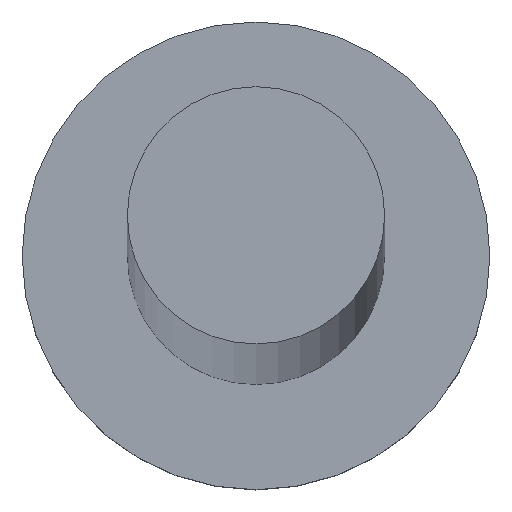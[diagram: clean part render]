
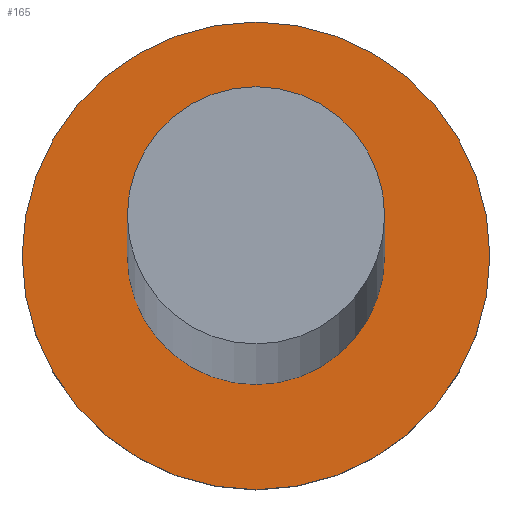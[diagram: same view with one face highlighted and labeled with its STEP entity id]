
A CAD part, top view. The second image highlights one B-rep face of the part: STEP entity #165.
In plain terms, the highlighted planar face has unit normal (0, 0, 1).
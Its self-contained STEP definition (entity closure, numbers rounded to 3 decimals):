
#5 = DIRECTION ( 'NONE',  ( 0., 0., 1. ) ) ;
#10 = VERTEX_POINT ( 'NONE', #232 ) ;
#18 = DIRECTION ( 'NONE',  ( 1., 0., 0. ) ) ;
#23 = EDGE_CURVE ( 'NONE', #97, #10, #245, .T. ) ;
#25 = DIRECTION ( 'NONE',  ( 1., 0., 0. ) ) ;
#26 = DIRECTION ( 'NONE',  ( 1., 0., 0. ) ) ;
#27 = ORIENTED_EDGE ( 'NONE', *, *, #156, .T. ) ;
#29 = AXIS2_PLACEMENT_3D ( 'NONE', #250, #187, #18 ) ;
#41 = VERTEX_POINT ( 'NONE', #93 ) ;
#45 = DIRECTION ( 'NONE',  ( 1., 0., 0. ) ) ;
#51 = CARTESIAN_POINT ( 'NONE',  ( 0., 0., 3. ) ) ;
#58 = FACE_OUTER_BOUND ( 'NONE', #157, .T. ) ;
#62 = EDGE_LOOP ( 'NONE', ( #217, #219 ) ) ;
#76 = CARTESIAN_POINT ( 'NONE',  ( 0., 0., 3. ) ) ;
#85 = CIRCLE ( 'NONE', #146, 5. ) ;
#91 = AXIS2_PLACEMENT_3D ( 'NONE', #51, #92, #123 ) ;
#92 = DIRECTION ( 'NONE',  ( 0., 0., 1. ) ) ;
#93 = CARTESIAN_POINT ( 'NONE',  ( 2.75, 0., 3. ) ) ;
#97 = VERTEX_POINT ( 'NONE', #149 ) ;
#98 = PLANE ( 'NONE',  #238 ) ;
#101 = EDGE_CURVE ( 'NONE', #41, #115, #122, .T. ) ;
#115 = VERTEX_POINT ( 'NONE', #254 ) ;
#122 = CIRCLE ( 'NONE', #196, 2.75 ) ;
#123 = DIRECTION ( 'NONE',  ( 1., 0., 0. ) ) ;
#133 = CARTESIAN_POINT ( 'NONE',  ( 0., 0., 3. ) ) ;
#146 = AXIS2_PLACEMENT_3D ( 'NONE', #218, #240, #26 ) ;
#149 = CARTESIAN_POINT ( 'NONE',  ( -5., 0., 3. ) ) ;
#156 = EDGE_CURVE ( 'NONE', #10, #97, #85, .T. ) ;
#157 = EDGE_LOOP ( 'NONE', ( #193, #27 ) ) ;
#165 = ADVANCED_FACE ( 'NONE', ( #234, #58 ), #98, .T. ) ;
#187 = DIRECTION ( 'NONE',  ( 0., 0., 1. ) ) ;
#193 = ORIENTED_EDGE ( 'NONE', *, *, #23, .T. ) ;
#196 = AXIS2_PLACEMENT_3D ( 'NONE', #76, #222, #25 ) ;
#217 = ORIENTED_EDGE ( 'NONE', *, *, #231, .F. ) ;
#218 = CARTESIAN_POINT ( 'NONE',  ( 0., 0., 3. ) ) ;
#219 = ORIENTED_EDGE ( 'NONE', *, *, #101, .F. ) ;
#222 = DIRECTION ( 'NONE',  ( 0., 0., 1. ) ) ;
#231 = EDGE_CURVE ( 'NONE', #115, #41, #246, .T. ) ;
#232 = CARTESIAN_POINT ( 'NONE',  ( 5., 0., 3. ) ) ;
#234 = FACE_BOUND ( 'NONE', #62, .T. ) ;
#238 = AXIS2_PLACEMENT_3D ( 'NONE', #133, #5, #45 ) ;
#240 = DIRECTION ( 'NONE',  ( 0., 0., 1. ) ) ;
#245 = CIRCLE ( 'NONE', #91, 5. ) ;
#246 = CIRCLE ( 'NONE', #29, 2.75 ) ;
#250 = CARTESIAN_POINT ( 'NONE',  ( 0., 0., 3. ) ) ;
#254 = CARTESIAN_POINT ( 'NONE',  ( -2.75, 0., 3. ) ) ;
